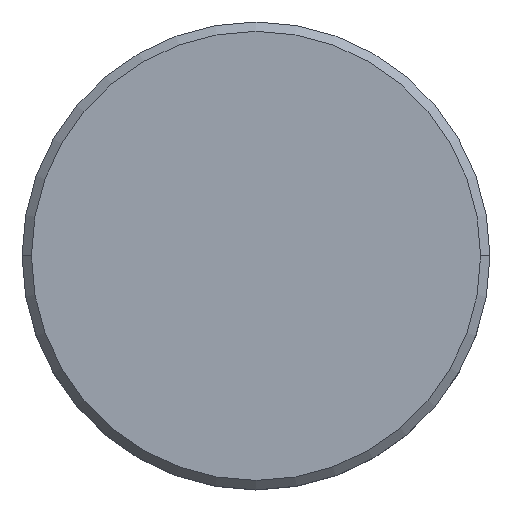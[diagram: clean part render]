
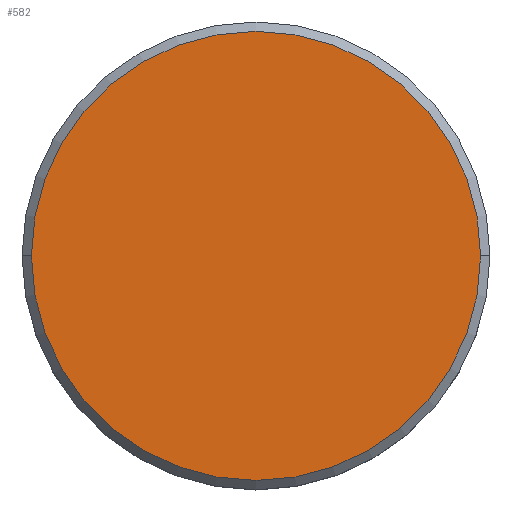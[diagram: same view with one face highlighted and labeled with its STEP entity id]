
A CAD part, top view. The second image highlights one B-rep face of the part: STEP entity #582.
In plain terms, the highlighted planar face has unit normal (0, 0, 1).
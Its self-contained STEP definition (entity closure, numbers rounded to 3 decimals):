
#100 = CARTESIAN_POINT ( 'NONE',  ( -12., 0., 0. ) ) ;
#118 = DIRECTION ( 'NONE',  ( 0., 0., 1. ) ) ;
#143 = CARTESIAN_POINT ( 'NONE',  ( 0., 0., 0. ) ) ;
#162 = AXIS2_PLACEMENT_3D ( 'NONE', #1116, #472, #857 ) ;
#224 = EDGE_LOOP ( 'NONE', ( #931, #483 ) ) ;
#307 = CIRCLE ( 'NONE', #459, 12. ) ;
#317 = EDGE_CURVE ( 'NONE', #493, #488, #307, .T. ) ;
#412 = CIRCLE ( 'NONE', #909, 12. ) ;
#459 = AXIS2_PLACEMENT_3D ( 'NONE', #143, #904, #512 ) ;
#472 = DIRECTION ( 'NONE',  ( 0., 0., 1. ) ) ;
#483 = ORIENTED_EDGE ( 'NONE', *, *, #317, .T. ) ;
#488 = VERTEX_POINT ( 'NONE', #100 ) ;
#493 = VERTEX_POINT ( 'NONE', #1002 ) ;
#503 = CARTESIAN_POINT ( 'NONE',  ( 0., 0., 0. ) ) ;
#506 = DIRECTION ( 'NONE',  ( 1., 0., 0. ) ) ;
#512 = DIRECTION ( 'NONE',  ( 1., 0., 0. ) ) ;
#522 = FACE_OUTER_BOUND ( 'NONE', #224, .T. ) ;
#582 = ADVANCED_FACE ( 'NONE', ( #522 ), #700, .T. ) ;
#700 = PLANE ( 'NONE',  #162 ) ;
#857 = DIRECTION ( 'NONE',  ( 1., 0., 0. ) ) ;
#904 = DIRECTION ( 'NONE',  ( 0., 0., 1. ) ) ;
#909 = AXIS2_PLACEMENT_3D ( 'NONE', #503, #118, #506 ) ;
#931 = ORIENTED_EDGE ( 'NONE', *, *, #1018, .T. ) ;
#1002 = CARTESIAN_POINT ( 'NONE',  ( 12., 0., 0. ) ) ;
#1018 = EDGE_CURVE ( 'NONE', #488, #493, #412, .T. ) ;
#1116 = CARTESIAN_POINT ( 'NONE',  ( 0., 0., 0. ) ) ;
